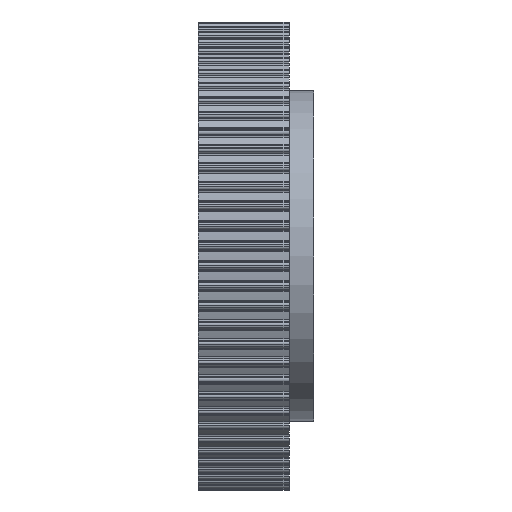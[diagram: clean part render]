
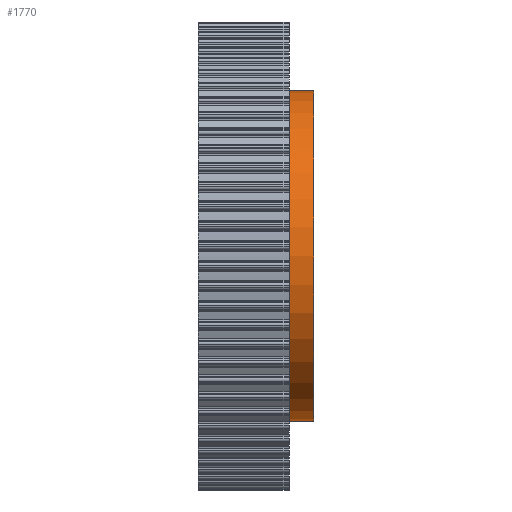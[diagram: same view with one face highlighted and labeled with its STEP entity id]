
A CAD part, front view. The second image highlights one B-rep face of the part: STEP entity #1770.
In plain terms, the highlighted cylindrical face has radius 40 mm (diameter 80 mm), a partial arc.
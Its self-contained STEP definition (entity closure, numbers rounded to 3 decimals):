
#1770=ADVANCED_FACE('',(#3537),#3538,.T.);
#3537=FACE_OUTER_BOUND('',#5297,.T.);
#3538=CYLINDRICAL_SURFACE('',#5298,40.0);
#5297=EDGE_LOOP('',(#11102,#11103,#11104,#11105));
#5298=AXIS2_PLACEMENT_3D('',#11106,#11107,#11108);
#11102=ORIENTED_EDGE('',*,*,#11119,.T.);
#11103=ORIENTED_EDGE('',*,*,#13439,.F.);
#11104=ORIENTED_EDGE('',*,*,#11121,.T.);
#11105=ORIENTED_EDGE('',*,*,#11162,.T.);
#11106=CARTESIAN_POINT('',(3.0,0.0,0.0));
#11107=DIRECTION('',(1.0,0.0,0.0));
#11108=DIRECTION('',(0.0,0.0,-1.0));
#11119=EDGE_CURVE('',#13443,#13444,#13445,.T.);
#11121=EDGE_CURVE('',#13448,#13446,#13449,.T.);
#11162=EDGE_CURVE('',#13446,#13443,#13512,.T.);
#13439=EDGE_CURVE('',#13448,#13444,#16923,.T.);
#13443=VERTEX_POINT('',#16927);
#13444=VERTEX_POINT('',#16928);
#13445=LINE('',#16929,#16930);
#13446=VERTEX_POINT('',#16931);
#13448=VERTEX_POINT('',#16933);
#13449=LINE('',#16934,#16935);
#13512=CIRCLE('',#17013,40.0);
#16923=CIRCLE('',#21275,40.0);
#16927=CARTESIAN_POINT('',(11.0,0.0,-40.0));
#16928=CARTESIAN_POINT('',(17.0,0.0,-40.0));
#16929=CARTESIAN_POINT('',(14.0,0.,-40.0));
#16930=VECTOR('',#21278,1.0);
#16931=CARTESIAN_POINT('',(11.0,0.,40.0));
#16933=CARTESIAN_POINT('',(17.0,0.,40.0));
#16934=CARTESIAN_POINT('',(14.0,0.,40.0));
#16935=VECTOR('',#21282,1.0);
#17013=AXIS2_PLACEMENT_3D('',#21343,#21344,#21345);
#21275=AXIS2_PLACEMENT_3D('',#24759,#24760,#24761);
#21278=DIRECTION('',(1.0,0.0,0.0));
#21282=DIRECTION('',(-1.0,-0.0,-0.0));
#21343=CARTESIAN_POINT('',(11.0,0.0,0.0));
#21344=DIRECTION('',(1.0,0.0,0.0));
#21345=DIRECTION('',(0.0,0.0,-1.0));
#24759=CARTESIAN_POINT('',(17.0,0.0,0.0));
#24760=DIRECTION('',(1.0,0.0,0.0));
#24761=DIRECTION('',(0.0,0.0,-1.0));
